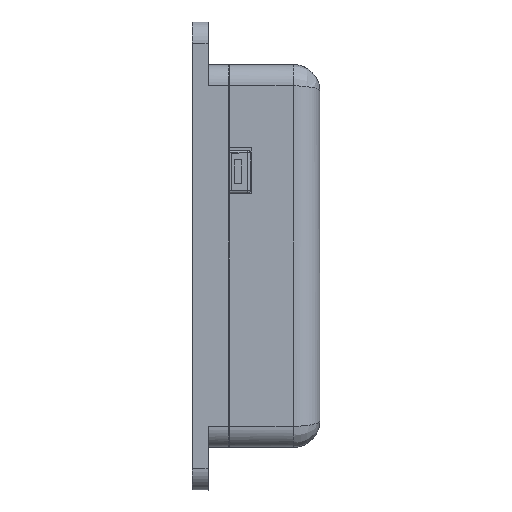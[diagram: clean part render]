
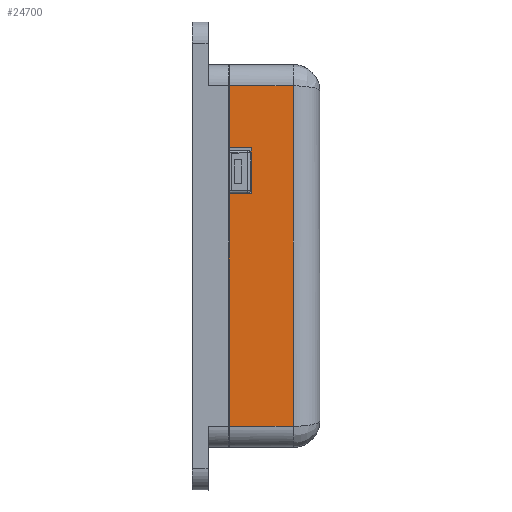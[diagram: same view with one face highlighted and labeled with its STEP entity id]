
A CAD part, front view. The second image highlights one B-rep face of the part: STEP entity #24700.
In plain terms, the highlighted planar face has unit normal (0, -1, 0).
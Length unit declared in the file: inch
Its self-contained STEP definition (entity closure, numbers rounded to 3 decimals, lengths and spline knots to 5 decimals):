
#4718=DIRECTION('',(0.,0.,1.));
#4719=VECTOR('',#4718,1.71949);
#4720=CARTESIAN_POINT('',(5.77613,-5.47853,
-9.09703));
#4721=LINE('',#4720,#4719);
#4852=DIRECTION('',(0.,0.,1.));
#4853=VECTOR('',#4852,0.45965);
#4854=CARTESIAN_POINT('',(5.77613,-5.47868,
-7.037));
#4855=LINE('',#4854,#4853);
#5358=DIRECTION('',(1.,0.,0.));
#5359=VECTOR('',#5358,0.16339);
#5360=CARTESIAN_POINT('',(5.77613,-5.47866,
-7.37755));
#5361=LINE('',#5360,#5359);
#5796=DIRECTION('',(-1.,0.,0.));
#5797=VECTOR('',#5796,0.16339);
#5798=CARTESIAN_POINT('',(5.93952,-5.4787,
-7.037));
#5799=LINE('',#5798,#5797);
#5800=DIRECTION('',(1.,0.,0.));
#5801=VECTOR('',#5800,0.47244);
#5802=CARTESIAN_POINT('',(5.77613,-5.47872,
-6.57735));
#5803=LINE('',#5802,#5801);
#5818=CARTESIAN_POINT('',(6.24857,-5.47856,
-9.09703));
#5825=DIRECTION('',(0.,0.,-1.));
#5826=VECTOR('',#5825,2.51969);
#5827=CARTESIAN_POINT('',(6.24857,-5.47875,
-6.57735));
#5828=LINE('',#5827,#5826);
#5979=DIRECTION('',(-1.,0.,0.));
#5980=VECTOR('',#5979,0.47244);
#5981=CARTESIAN_POINT('',(6.24857,-5.47856,
-9.09703));
#5982=LINE('',#5981,#5980);
#7225=DIRECTION('',(0.,0.,1.));
#7226=VECTOR('',#7225,0.34055);
#7227=CARTESIAN_POINT('',(5.93952,-5.47867,
-7.37755));
#7228=LINE('',#7227,#7226);
#12013=CARTESIAN_POINT('',(5.93952,-5.4787,
-7.037));
#12014=VERTEX_POINT('',#12013);
#12015=CARTESIAN_POINT('',(5.77613,-5.47868,
-7.037));
#12016=VERTEX_POINT('',#12015);
#13233=CARTESIAN_POINT('',(6.24857,-5.47875,
-6.57735));
#13234=VERTEX_POINT('',#13233);
#13262=CARTESIAN_POINT('',(5.77613,-5.47853,
-9.09703));
#13263=VERTEX_POINT('',#13262);
#13264=CARTESIAN_POINT('',(5.77613,-5.47866,
-7.37755));
#13265=VERTEX_POINT('',#13264);
#13276=CARTESIAN_POINT('',(5.77613,-5.47872,
-6.57735));
#13277=VERTEX_POINT('',#13276);
#13295=VERTEX_POINT('',#5818);
#13362=CARTESIAN_POINT('',(5.93952,-5.47867,
-7.37755));
#13363=VERTEX_POINT('',#13362);
#24681=CARTESIAN_POINT('',(5.77613,-5.47873,
-6.41987));
#24682=DIRECTION('',(0.,-1.,0.));
#24683=DIRECTION('',(0.,0.,-1.));
#24684=AXIS2_PLACEMENT_3D('',#24681,#24682,#24683);
#24685=PLANE('',#24684);
#24686=ORIENTED_EDGE('',*,*,#24666,.T.);
#24687=ORIENTED_EDGE('',*,*,#22961,.T.);
#24689=ORIENTED_EDGE('',*,*,#24688,.T.);
#24691=ORIENTED_EDGE('',*,*,#24690,.T.);
#24693=ORIENTED_EDGE('',*,*,#24692,.T.);
#24694=ORIENTED_EDGE('',*,*,#22755,.T.);
#24695=ORIENTED_EDGE('',*,*,#23921,.T.);
#24697=ORIENTED_EDGE('',*,*,#24696,.T.);
#24698=EDGE_LOOP('',(#24686,#24687,#24689,#24691,#24693,#24694,#24695,#24697));
#24699=FACE_OUTER_BOUND('',#24698,.F.);
#22755=EDGE_CURVE('',#13263,#13265,#4721,.T.);
#22961=EDGE_CURVE('',#12016,#13277,#4855,.T.);
#23921=EDGE_CURVE('',#13265,#13363,#5361,.T.);
#24666=EDGE_CURVE('',#12014,#12016,#5799,.T.);
#24688=EDGE_CURVE('',#13277,#13234,#5803,.T.);
#24690=EDGE_CURVE('',#13234,#13295,#5828,.T.);
#24692=EDGE_CURVE('',#13295,#13263,#5982,.T.);
#24696=EDGE_CURVE('',#13363,#12014,#7228,.T.);
#24700=ADVANCED_FACE('',(#24699),#24685,.T.);
